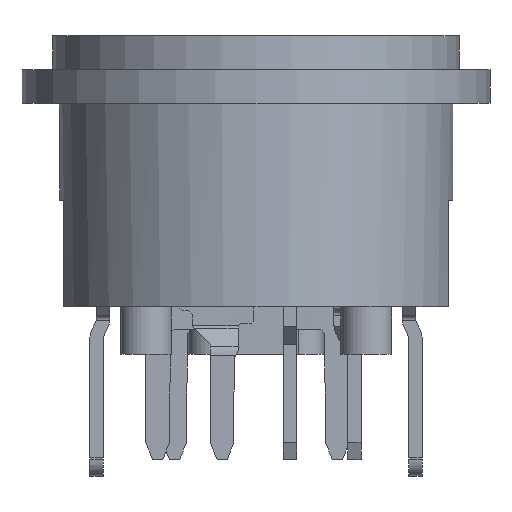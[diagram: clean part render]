
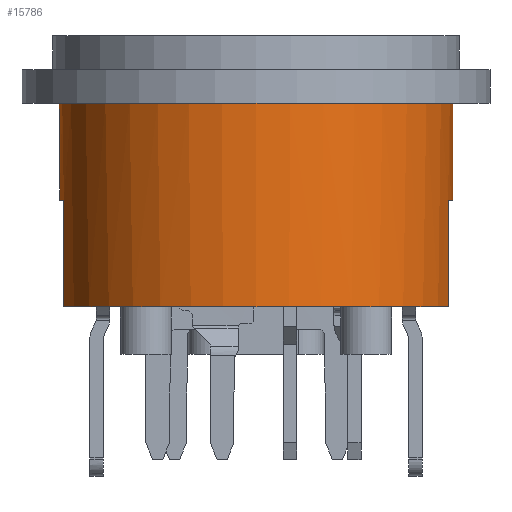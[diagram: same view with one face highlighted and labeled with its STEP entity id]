
A CAD part, front view. The second image highlights one B-rep face of the part: STEP entity #15786.
In plain terms, the highlighted cylindrical face has radius 5.8 mm (diameter 11.6 mm), a full revolution.
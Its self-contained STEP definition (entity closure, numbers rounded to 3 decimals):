
#13938=CARTESIAN_POINT('',(5.8,0.,6.));
#13939=VERTEX_POINT('',#13938);
#13940=CARTESIAN_POINT('',(0.,0.,6.));
#13941=DIRECTION('',(1.,0.,0.));
#13942=DIRECTION('',(0.,0.,1.));
#13943=AXIS2_PLACEMENT_3D('',#13940,#13942,#13941);
#13944=CIRCLE('',#13943,5.8);
#13945=EDGE_CURVE('',#13939,#13939,#13944,.T.);
#13981=CARTESIAN_POINT('',(-5.664,1.25,3.15));
#13982=VERTEX_POINT('',#13981);
#13989=CARTESIAN_POINT('',(-5.664,1.25,0.));
#13990=VERTEX_POINT('',#13989);
#13991=CARTESIAN_POINT('',(-5.664,1.25,3.15));
#13992=DIRECTION('',(0.,0.,-1.));
#13993=VECTOR('',#13992,3.15);
#13994=LINE('',#13991,#13993);
#13995=EDGE_CURVE('',#13982,#13990,#13994,.T.);
#14013=CARTESIAN_POINT('',(-5.664,-1.25,0.));
#14014=VERTEX_POINT('',#14013);
#14021=CARTESIAN_POINT('',(-5.664,-1.25,3.15));
#14022=VERTEX_POINT('',#14021);
#14023=CARTESIAN_POINT('',(-5.664,-1.25,0.));
#14024=DIRECTION('',(0.,0.,1.));
#14025=VECTOR('',#14024,3.15);
#14026=LINE('',#14023,#14025);
#14027=EDGE_CURVE('',#14014,#14022,#14026,.T.);
#14093=CARTESIAN_POINT('',(5.664,-1.25,3.15));
#14094=VERTEX_POINT('',#14093);
#14101=CARTESIAN_POINT('',(5.664,-1.25,0.));
#14102=VERTEX_POINT('',#14101);
#14103=CARTESIAN_POINT('',(5.664,-1.25,3.15));
#14104=DIRECTION('',(0.,0.,-1.));
#14105=VECTOR('',#14104,3.15);
#14106=LINE('',#14103,#14105);
#14107=EDGE_CURVE('',#14094,#14102,#14106,.T.);
#14149=CARTESIAN_POINT('',(5.664,1.25,0.));
#14150=VERTEX_POINT('',#14149);
#14157=CARTESIAN_POINT('',(5.664,1.25,3.15));
#14158=VERTEX_POINT('',#14157);
#14159=CARTESIAN_POINT('',(5.664,1.25,0.));
#14160=DIRECTION('',(0.,0.,1.));
#14161=VECTOR('',#14160,3.15);
#14162=LINE('',#14159,#14161);
#14163=EDGE_CURVE('',#14150,#14158,#14162,.T.);
#14187=CARTESIAN_POINT('',(0.,0.,3.15));
#14188=DIRECTION('',(-0.977,-0.216,0.));
#14189=DIRECTION('',(0.,0.,-1.));
#14190=AXIS2_PLACEMENT_3D('',#14187,#14189,#14188);
#14191=CIRCLE('',#14190,5.8);
#14192=EDGE_CURVE('',#14022,#13982,#14191,.T.);
#15736=CARTESIAN_POINT('',(0.,0.,0.));
#15737=DIRECTION('',(1.,0.,0.));
#15738=DIRECTION('',(0.,0.,1.));
#15739=AXIS2_PLACEMENT_3D('',#15736,#15738,#15737);
#15740=CYLINDRICAL_SURFACE('',#15739,5.8);
#15741=CARTESIAN_POINT('',(5.8,0.,3.15));
#15742=VERTEX_POINT('',#15741);
#15743=CARTESIAN_POINT('',(5.8,0.,6.));
#15744=DIRECTION('',(0.,0.,-1.));
#15745=VECTOR('',#15744,2.85);
#15746=LINE('',#15743,#15745);
#15747=EDGE_CURVE('',#13939,#15742,#15746,.T.);
#15748=ORIENTED_EDGE('',*,*,#15747,.T.);
#15749=CARTESIAN_POINT('',(0.,0.,3.15));
#15750=DIRECTION('',(1.,0.,0.));
#15751=DIRECTION('',(0.,0.,1.));
#15752=AXIS2_PLACEMENT_3D('',#15749,#15751,#15750);
#15753=CIRCLE('',#15752,5.8);
#15754=EDGE_CURVE('',#15742,#14158,#15753,.T.);
#15755=ORIENTED_EDGE('',*,*,#15754,.T.);
#15756=ORIENTED_EDGE('',*,*,#14163,.F.);
#15757=CARTESIAN_POINT('',(0.,0.,0.));
#15758=DIRECTION('',(0.977,0.216,0.));
#15759=DIRECTION('',(0.,0.,1.));
#15760=AXIS2_PLACEMENT_3D('',#15757,#15759,#15758);
#15761=CIRCLE('',#15760,5.8);
#15762=EDGE_CURVE('',#14150,#13990,#15761,.T.);
#15763=ORIENTED_EDGE('',*,*,#15762,.T.);
#15764=ORIENTED_EDGE('',*,*,#13995,.F.);
#15765=ORIENTED_EDGE('',*,*,#14192,.F.);
#15766=ORIENTED_EDGE('',*,*,#14027,.F.);
#15767=CARTESIAN_POINT('',(0.,0.,0.));
#15768=DIRECTION('',(-0.977,-0.216,0.));
#15769=DIRECTION('',(-0.,0.,1.));
#15770=AXIS2_PLACEMENT_3D('',#15767,#15769,#15768);
#15771=CIRCLE('',#15770,5.8);
#15772=EDGE_CURVE('',#14014,#14102,#15771,.T.);
#15773=ORIENTED_EDGE('',*,*,#15772,.T.);
#15774=ORIENTED_EDGE('',*,*,#14107,.F.);
#15775=CARTESIAN_POINT('',(0.,0.,3.15));
#15776=DIRECTION('',(0.977,-0.216,0.));
#15777=DIRECTION('',(0.,0.,1.));
#15778=AXIS2_PLACEMENT_3D('',#15775,#15777,#15776);
#15779=CIRCLE('',#15778,5.8);
#15780=EDGE_CURVE('',#14094,#15742,#15779,.T.);
#15781=ORIENTED_EDGE('',*,*,#15780,.T.);
#15782=ORIENTED_EDGE('',*,*,#15747,.F.);
#15783=ORIENTED_EDGE('',*,*,#13945,.F.);
#15784=EDGE_LOOP('',(#15748,#15755,#15756,#15763,#15764,#15765,#15766,#15773,#15774,#15781,#15782,#15783));
#15785=FACE_OUTER_BOUND('',#15784,.T.);
#15786=ADVANCED_FACE('',(#15785),#15740,.T.);
